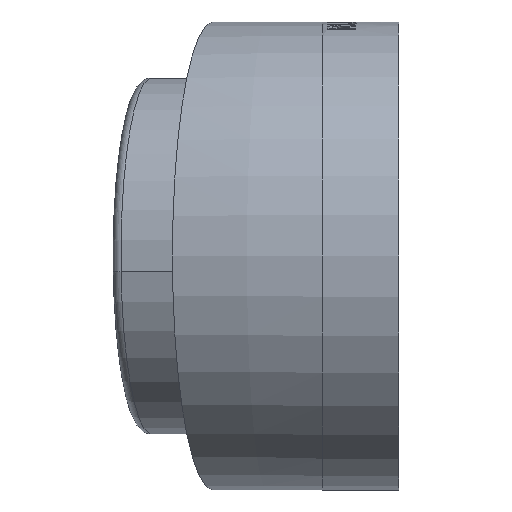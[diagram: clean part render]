
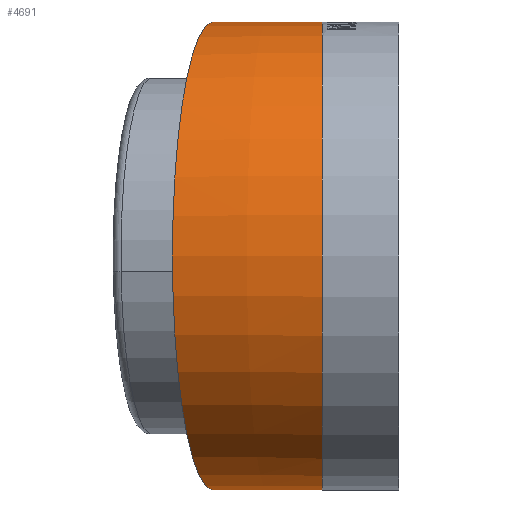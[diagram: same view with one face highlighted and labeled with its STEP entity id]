
A CAD part, left-side view. The second image highlights one B-rep face of the part: STEP entity #4691.
In plain terms, the highlighted toroidal (fillet/blend) face has major radius 658.902 mm and minor radius 245 mm.
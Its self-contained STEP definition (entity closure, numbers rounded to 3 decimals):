
#35 = CARTESIAN_POINT ( 'NONE',  ( 0., 1.197, 245. ) ) ;
#102 = ORIENTED_EDGE ( 'NONE', *, *, #2490, .F. ) ;
#199 = DIRECTION ( 'NONE',  ( 0.174, 0.985, 0. ) ) ;
#943 = CIRCLE ( 'NONE', #10804, 245. ) ;
#1096 = VERTEX_POINT ( 'NONE', #9260 ) ;
#1414 = FACE_OUTER_BOUND ( 'NONE', #6500, .T. ) ;
#1762 = CARTESIAN_POINT ( 'NONE',  ( 0., 0., 0. ) ) ;
#1937 = EDGE_CURVE ( 'NONE', #3626, #8810, #6109, .T. ) ;
#2424 = EDGE_CURVE ( 'NONE', #1096, #3626, #943, .T. ) ;
#2490 = EDGE_CURVE ( 'NONE', #4432, #1096, #3340, .T. ) ;
#2732 = TOROIDAL_SURFACE ( 'NONE', #5967, 658.901, 245. ) ;
#3340 = B_SPLINE_CURVE_WITH_KNOTS ( 'NONE', 3,
 ( #7668, #5666, #9807, #14178, #5735, #7889, #12027, #12245, #11169, #10098, #4501, #10948, #6660, #9877, #35, #8816, #8030 ),
 .UNSPECIFIED., .F., .F.,
 ( 4, 2, 2, 2, 2, 2, 1, 2, 4 ),
 ( 1.786, 1.815, 1.844, 1.873, 1.887, 1.894, 1.898, 1.899, 1.901 ),
 .UNSPECIFIED. ) ;
#3626 = VERTEX_POINT ( 'NONE', #10764 ) ;
#3690 = CARTESIAN_POINT ( 'NONE',  ( 5.043, 115.293, 244.948 ) ) ;
#3755 = CARTESIAN_POINT ( 'NONE',  ( 0.527, 38.478, -245. ) ) ;
#3894 = CARTESIAN_POINT ( 'NONE',  ( 0.132, 19.241, -245. ) ) ;
#3966 = CARTESIAN_POINT ( 'NONE',  ( 0.002, 4.81, -245. ) ) ;
#4366 = CARTESIAN_POINT ( 'NONE',  ( 658.901, 0., 0. ) ) ;
#4432 = VERTEX_POINT ( 'NONE', #3690 ) ;
#4501 = CARTESIAN_POINT ( 'NONE',  ( 0.033, 9.616, 245. ) ) ;
#4691 = ADVANCED_FACE ( 'NONE', ( #1414 ), #2732, .T. ) ;
#4736 = DIRECTION ( 'NONE',  ( 0., 0., -1. ) ) ;
#4981 = CARTESIAN_POINT ( 'NONE',  ( 0., 0., -245. ) ) ;
#5373 = ORIENTED_EDGE ( 'NONE', *, *, #1937, .F. ) ;
#5666 = CARTESIAN_POINT ( 'NONE',  ( 4.205, 105.71, 244.965 ) ) ;
#5735 = CARTESIAN_POINT ( 'NONE',  ( 1.684, 67.312, 244.995 ) ) ;
#5967 = AXIS2_PLACEMENT_3D ( 'NONE', #4366, #8755, #13113 ) ;
#6109 = B_SPLINE_CURVE_WITH_KNOTS ( 'NONE', 3,
 ( #4981, #3966, #10292, #3894, #8355, #3755, #8285, #9426, #11571, #11426 ),
 .UNSPECIFIED., .F., .F.,
 ( 4, 2, 2, 2, 4 ),
 ( -0.001, 0.013, 0.028, 0.057, 0.114 ),
 .UNSPECIFIED. ) ;
#6500 = EDGE_LOOP ( 'NONE', ( #5373, #13352, #102, #9782 ) ) ;
#6660 = CARTESIAN_POINT ( 'NONE',  ( 0.006, 4.204, 245. ) ) ;
#7484 = CARTESIAN_POINT ( 'NONE',  ( 5.043, 115.293, -244.948 ) ) ;
#7668 = CARTESIAN_POINT ( 'NONE',  ( 5.043, 115.293, 244.948 ) ) ;
#7889 = CARTESIAN_POINT ( 'NONE',  ( 0.842, 48.089, 244.999 ) ) ;
#7906 = CARTESIAN_POINT ( 'NONE',  ( 10.01, 114.417, 0. ) ) ;
#8030 = CARTESIAN_POINT ( 'NONE',  ( 0., 0., 245. ) ) ;
#8249 = DIRECTION ( 'NONE',  ( 0., -1., 0. ) ) ;
#8285 = CARTESIAN_POINT ( 'NONE',  ( 0.843, 48.094, -244.999 ) ) ;
#8355 = CARTESIAN_POINT ( 'NONE',  ( 0.211, 24.051, -245. ) ) ;
#8755 = DIRECTION ( 'NONE',  ( 0., 0., -1. ) ) ;
#8810 = VERTEX_POINT ( 'NONE', #7484 ) ;
#8816 = CARTESIAN_POINT ( 'NONE',  ( 0., 0.599, 245. ) ) ;
#9199 = CIRCLE ( 'NONE', #13773, 245. ) ;
#9260 = CARTESIAN_POINT ( 'NONE',  ( 0., 0., 245. ) ) ;
#9379 = DIRECTION ( 'NONE',  ( 0., 0., 1. ) ) ;
#9426 = CARTESIAN_POINT ( 'NONE',  ( 2.105, 76.928, -244.992 ) ) ;
#9782 = ORIENTED_EDGE ( 'NONE', *, *, #9872, .F. ) ;
#9807 = CARTESIAN_POINT ( 'NONE',  ( 3.47, 96.116, 244.976 ) ) ;
#9872 = EDGE_CURVE ( 'NONE', #8810, #4432, #9199, .T. ) ;
#9877 = CARTESIAN_POINT ( 'NONE',  ( 0.002, 2.4, 245. ) ) ;
#10098 = CARTESIAN_POINT ( 'NONE',  ( 0.053, 12.021, 245. ) ) ;
#10292 = CARTESIAN_POINT ( 'NONE',  ( 0.026, 9.621, -245. ) ) ;
#10764 = CARTESIAN_POINT ( 'NONE',  ( 0., 0., -245. ) ) ;
#10804 = AXIS2_PLACEMENT_3D ( 'NONE', #1762, #8249, #4736 ) ;
#10948 = CARTESIAN_POINT ( 'NONE',  ( 0.013, 6.008, 245. ) ) ;
#11169 = CARTESIAN_POINT ( 'NONE',  ( 0.132, 19.236, 245. ) ) ;
#11426 = CARTESIAN_POINT ( 'NONE',  ( 5.043, 115.293, -244.948 ) ) ;
#11571 = CARTESIAN_POINT ( 'NONE',  ( 3.367, 96.135, -244.983 ) ) ;
#12027 = CARTESIAN_POINT ( 'NONE',  ( 0.527, 38.474, 245. ) ) ;
#12245 = CARTESIAN_POINT ( 'NONE',  ( 0.211, 24.046, 245. ) ) ;
#13113 = DIRECTION ( 'NONE',  ( -1., 0., 0. ) ) ;
#13352 = ORIENTED_EDGE ( 'NONE', *, *, #2424, .F. ) ;
#13773 = AXIS2_PLACEMENT_3D ( 'NONE', #7906, #199, #9379 ) ;
#14178 = CARTESIAN_POINT ( 'NONE',  ( 2.21, 76.919, 244.991 ) ) ;
